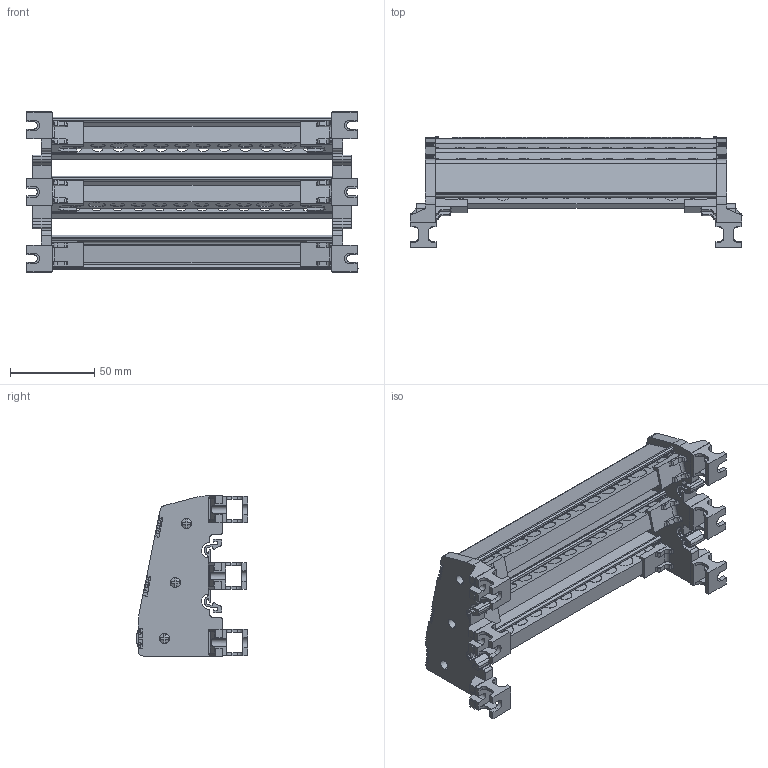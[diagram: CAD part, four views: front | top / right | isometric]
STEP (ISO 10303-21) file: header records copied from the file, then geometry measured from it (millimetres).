
FILE_DESCRIPTION (( 'STEP AP203' ), '1' );
FILE_NAME ('10x15 Üç Kutuplu Daðýtýcý Ünite - 12 Delikli (Yüksek Tip).STEP', '2020-05-12T10:14:19', ( '' ), ( '' ), 'SwSTEP 2.0', 'SolidWorks 2011', '' );
FILE_SCHEMA (( 'CONFIG_CONTROL_DESIGN' ));
Length unit declared in the file: millimetre
Products named in the file (1): 10x15 Üç Kutuplu Daðýtýcý Ünite - 12 Delikli (Yüksek Tip)
Bounding box: 197 x 65.93 x 95 mm (x, y, z)
Volume: 170594 mm3; surface area: 128725.3 mm2
Topology: 1 solids, 7 shells, 3621 faces, 10032 edges, 6496 vertices
Faces by surface type: plane 1828, cylinder 962, bspline 580, cone 251
Entity records: 127250 total; most frequent: CARTESIAN_POINT 36787, ORIENTED_EDGE 20028, DIRECTION 17849, EDGE_CURVE 10014, VERTEX_POINT 6496, AXIS2_PLACEMENT_3D 5994, LINE 5861, VECTOR 5861
